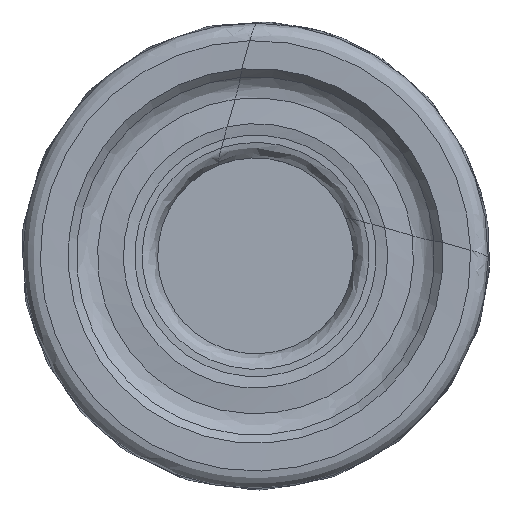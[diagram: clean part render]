
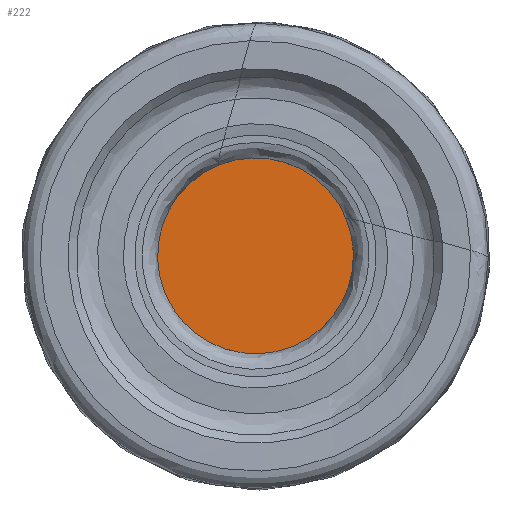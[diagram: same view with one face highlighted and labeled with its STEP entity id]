
A CAD part, left-side view. The second image highlights one B-rep face of the part: STEP entity #222.
In plain terms, the highlighted planar face has unit normal (-1, 0, 0).
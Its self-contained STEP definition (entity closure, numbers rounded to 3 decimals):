
#34=PLANE('',#910);
#222=ADVANCED_FACE('',(#305),#34,.F.);
#305=FACE_OUTER_BOUND('',#383,.T.);
#383=EDGE_LOOP('',(#643));
#445=CIRCLE('',#909,4.5);
#643=ORIENTED_EDGE('',*,*,#805,.T.);
#705=VERTEX_POINT('',#2087);
#805=EDGE_CURVE('',#705,#705,#445,.T.);
#909=AXIS2_PLACEMENT_3D('',#2086,#1118,#1119);
#910=AXIS2_PLACEMENT_3D('',#2088,#1120,#1121);
#1118=DIRECTION('',(-1.,0.,0.));
#1119=DIRECTION('',(0.,0.,1.));
#1120=DIRECTION('',(1.,0.,0.));
#1121=DIRECTION('',(0.,0.,-1.));
#2086=CARTESIAN_POINT('',(1.8,0.,0.));
#2087=CARTESIAN_POINT('',(1.8,0.,4.5));
#2088=CARTESIAN_POINT('',(1.8,4.5,0.));
